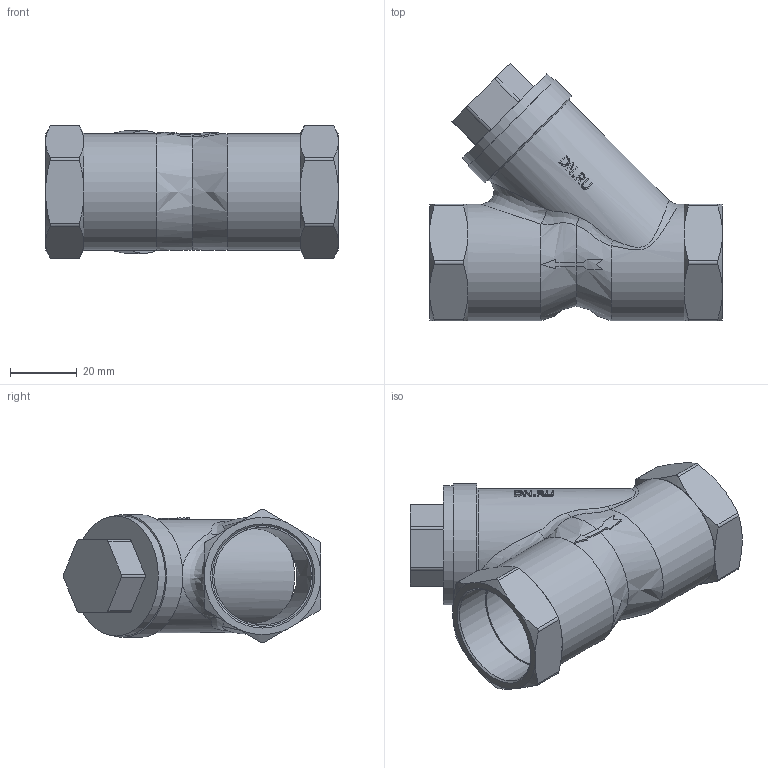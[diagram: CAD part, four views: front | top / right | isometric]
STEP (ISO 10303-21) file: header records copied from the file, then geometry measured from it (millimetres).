
FILE_DESCRIPTION(/* description */ (''),/* implementation_level */ '2;1');
FILE_NAME(/* name */ 'DN25_3D_STEP.stp',/* time_stamp */ '2024-12-23T22:42:35+03:00',/* author */ ('igorr'),/* organization */ (''),/* preprocessor_version */ 'ST-DEVELOPER v20',/* originating_system */ 'Autodesk Inventor 2025',/* authorisation */ '');
FILE_SCHEMA (('AUTOMOTIVE_DESIGN { 1 0 10303 214 3 1 1 }'));
Length unit declared in the file: millimetre
Products named in the file (1): Деталь1
Bounding box: 88 x 77.47 x 40.1 mm (x, y, z)
Volume: 81237.4 mm3; surface area: 24270.5 mm2
Topology: 1 solids, 1 shells, 189 faces, 509 edges, 334 vertices
Faces by surface type: plane 88, bspline 38, cylinder 36, cone 27
Full cylindrical faces by diameter (mm): 29.292 x2, 30.292 x2, 34 x1, 35 x2, 36 x1, 37 x1
Entity records: 8183 total; most frequent: CARTESIAN_POINT 3564, ORIENTED_EDGE 1018, DIRECTION 794, EDGE_CURVE 509, VERTEX_POINT 334, AXIS2_PLACEMENT_3D 313, EDGE_LOOP 203, STYLED_ITEM 190
